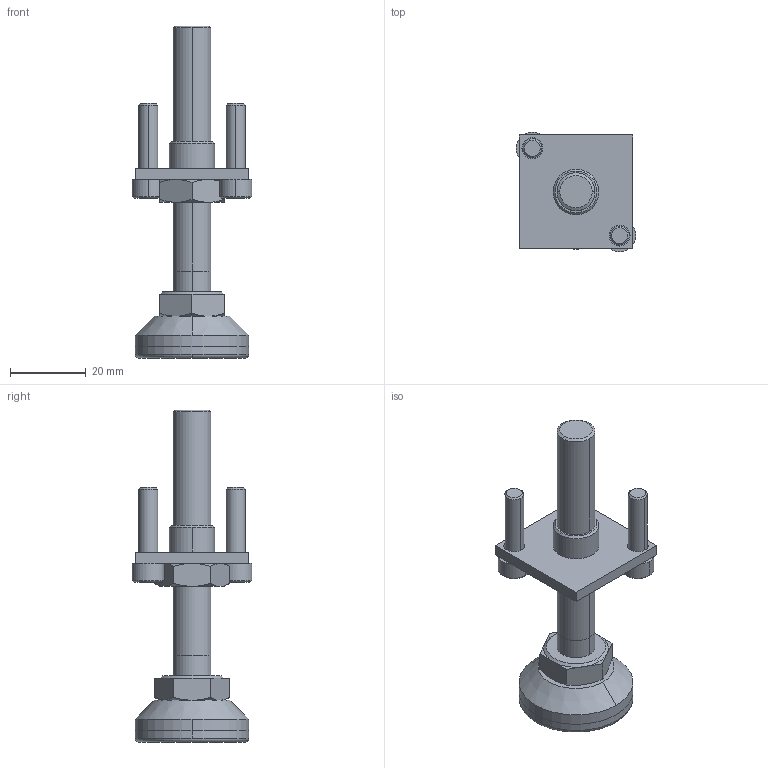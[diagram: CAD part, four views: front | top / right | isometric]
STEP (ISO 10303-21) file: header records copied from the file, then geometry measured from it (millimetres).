
FILE_DESCRIPTION(('Creo Elements/Direct Modeling STEP Export'),'2;1');
FILE_NAME('33.0250_Stellfuß-MMS-33_30-M10-87mm-KS.stp','2022-03-18T13:58:02',(''),(''),'PTC Creo Elements/Direct Modeling STEP processor for AP214 (Solid Model)','PTC Creo Elements/Direct Modeling 19.0C 15-Aug-2015 (C) Parametric Technology GmbH','');
FILE_SCHEMA(('AUTOMOTIVE_DESIGN { 1 0 10303 214 1 1 1 1 }'));
Length unit declared in the file: millimetre
Products named in the file (5): Flansch-MMS-33_30x30x10-M10_33.0246.3_PX176129; Stellfuß-MMS-33_30-M10-87mm-KS_33.0250.oF_33.0250.oF.02.02; Sechskantmutter-DIN936_M10-8.8-verz_12432_PX176127; Zylinderschraube-DIN912_M5x20-8.8-verz_10985_PX175935; Stellfuß-MMS-33_30-M10-87mm-KS_33.0250_PX176130
Assembly tree (5 placements, depth 2):
  Stellfuß-MMS-33_30-M10-87mm-KS_33.0250_PX176130
    Zylinderschraube-DIN912_M5x20-8.8-verz_10985_PX175935  x2
    Sechskantmutter-DIN936_M10-8.8-verz_12432_PX176127
    Stellfuß-MMS-33_30-M10-87mm-KS_33.0250.oF_33.0250.oF.02.02
    Flansch-MMS-33_30x30x10-M10_33.0246.3_PX176129
Bounding box: 31.5 x 31.5 x 87.4 mm (x, y, z)
Volume: 18956.9 mm3; surface area: 9264.3 mm2
Topology: 5 solids, 5 shells, 123 faces, 273 edges, 167 vertices
Faces by surface type: plane 51, cone 44, cylinder 26, torus 2
Entity records: 3958 total; most frequent: CARTESIAN_POINT 1652, ORIENTED_EDGE 470, DIRECTION 358, EDGE_CURVE 235, VERTEX_POINT 143, AXIS2_PLACEMENT_3D 133, EDGE_LOOP 118, FACE_OUTER_BOUND 105
